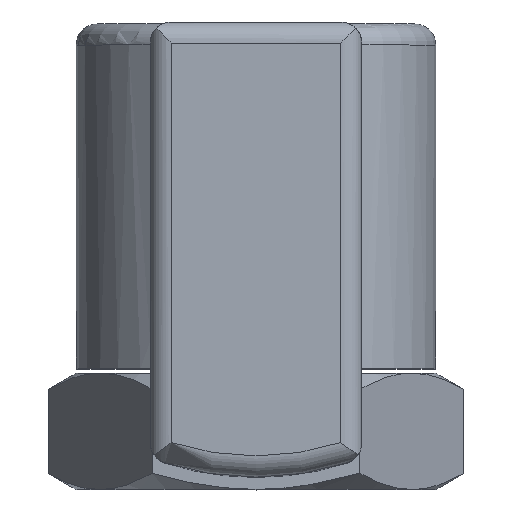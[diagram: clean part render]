
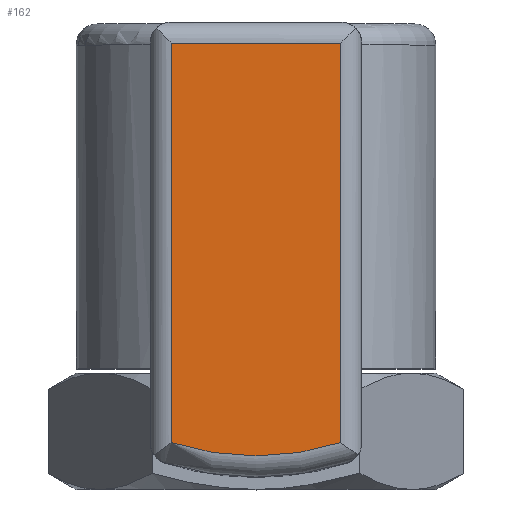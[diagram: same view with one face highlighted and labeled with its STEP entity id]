
A CAD part, top view. The second image highlights one B-rep face of the part: STEP entity #162.
In plain terms, the highlighted planar face has unit normal (0, 0, 1).
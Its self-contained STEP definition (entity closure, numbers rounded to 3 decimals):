
#162=ADVANCED_FACE('',(#382),#383,.F.);
#382=FACE_OUTER_BOUND('',#668,.T.);
#383=PLANE('',#669);
#668=EDGE_LOOP('',(#1063,#1064,#1065,#1066));
#669=AXIS2_PLACEMENT_3D('',#1067,#1068,#1069);
#1063=ORIENTED_EDGE('',*,*,#1761,.T.);
#1064=ORIENTED_EDGE('',*,*,#1762,.T.);
#1065=ORIENTED_EDGE('',*,*,#1763,.F.);
#1066=ORIENTED_EDGE('',*,*,#1764,.F.);
#1067=CARTESIAN_POINT('',(-5.0,-1.5,55.0));
#1068=DIRECTION('',(0.,0.0,-1.0));
#1069=DIRECTION('',(-1.0,0.0,0.));
#1761=EDGE_CURVE('',#2130,#2131,#2132,.T.);
#1762=EDGE_CURVE('',#2131,#2133,#2134,.T.);
#1763=EDGE_CURVE('',#2135,#2133,#2136,.T.);
#1764=EDGE_CURVE('',#2130,#2135,#2137,.T.);
#2130=VERTEX_POINT('',#2805);
#2131=VERTEX_POINT('',#2806);
#2132=CIRCLE('',#2807,13.0);
#2133=VERTEX_POINT('',#2808);
#2134=LINE('',#2809,#2810);
#2135=VERTEX_POINT('',#2811);
#2136=LINE('',#2812,#2813);
#2137=LINE('',#2814,#2815);
#2805=CARTESIAN_POINT('',(-4.,2.131,55.0));
#2806=CARTESIAN_POINT('',(4.0,2.131,55.0));
#2807=AXIS2_PLACEMENT_3D('',#3603,#3604,#3605);
#2808=CARTESIAN_POINT('',(4.0,21.0,55.0));
#2809=CARTESIAN_POINT('',(4.0,2.131,55.0));
#2810=VECTOR('',#3606,18.869);
#2811=CARTESIAN_POINT('',(-4.0,21.0,55.0));
#2812=CARTESIAN_POINT('',(-4.0,21.0,55.0));
#2813=VECTOR('',#3607,8.0);
#2814=CARTESIAN_POINT('',(-4.0,2.131,55.0));
#2815=VECTOR('',#3608,18.869);
#3603=CARTESIAN_POINT('',(0.,14.5,55.0));
#3604=DIRECTION('',(0.,0.0,1.0));
#3605=DIRECTION('',(1.0,0.0,0.));
#3606=DIRECTION('',(0.0,1.0,0.0));
#3607=DIRECTION('',(1.0,0.0,0.));
#3608=DIRECTION('',(0.0,1.0,0.0));
